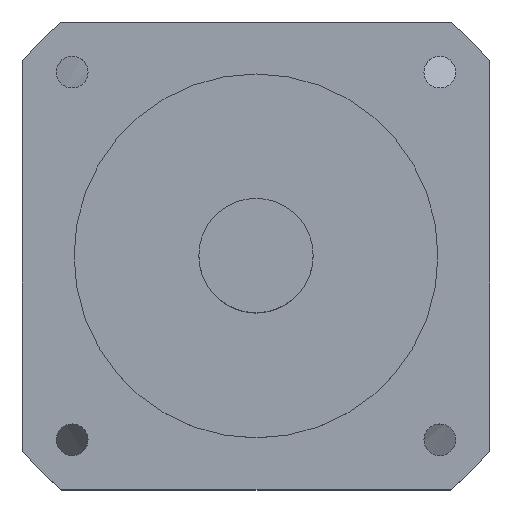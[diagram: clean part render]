
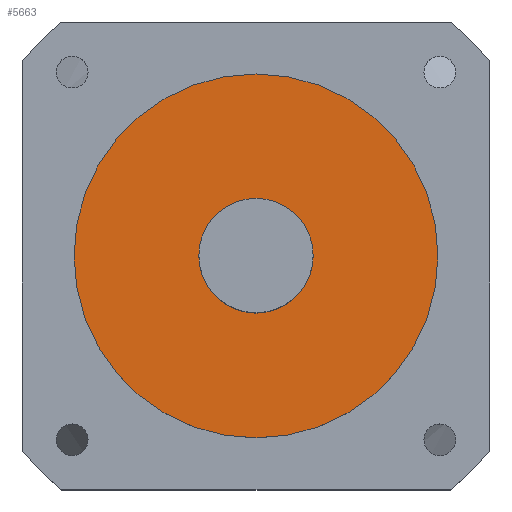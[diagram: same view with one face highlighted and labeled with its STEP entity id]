
A CAD part, top view. The second image highlights one B-rep face of the part: STEP entity #5663.
In plain terms, the highlighted planar face has unit normal (0, 0, 1).
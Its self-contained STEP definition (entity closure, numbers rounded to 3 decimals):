
#2157 = CIRCLE ( 'NONE', #19329, 11. ) ;
#3478 = CARTESIAN_POINT ( 'NONE',  ( 0., 0., 109. ) ) ;
#4136 = DIRECTION ( 'NONE',  ( 1., 0., 0. ) ) ;
#4195 = DIRECTION ( 'NONE',  ( 1., 0., 0. ) ) ;
#4219 = AXIS2_PLACEMENT_3D ( 'NONE', #6372, #24557, #4136 ) ;
#5015 = ORIENTED_EDGE ( 'NONE', *, *, #27945, .T. ) ;
#5204 = DIRECTION ( 'NONE',  ( 0., 0., 1. ) ) ;
#5663 = ADVANCED_FACE ( 'NONE', ( #29075, #8604 ), #17722, .T. ) ;
#6372 = CARTESIAN_POINT ( 'NONE',  ( 0., 0., 109. ) ) ;
#7912 = CARTESIAN_POINT ( 'NONE',  ( 35., 0., 109. ) ) ;
#7921 = ORIENTED_EDGE ( 'NONE', *, *, #27618, .F. ) ;
#7970 = ORIENTED_EDGE ( 'NONE', *, *, #16257, .F. ) ;
#8604 = FACE_OUTER_BOUND ( 'NONE', #16943, .T. ) ;
#8918 = VERTEX_POINT ( 'NONE', #20130 ) ;
#9076 = EDGE_LOOP ( 'NONE', ( #7970, #7921 ) ) ;
#10279 = EDGE_CURVE ( 'NONE', #23540, #25652, #20268, .T. ) ;
#11215 = AXIS2_PLACEMENT_3D ( 'NONE', #18685, #27784, #11669 ) ;
#11320 = ORIENTED_EDGE ( 'NONE', *, *, #10279, .T. ) ;
#11522 = CIRCLE ( 'NONE', #21043, 35. ) ;
#11669 = DIRECTION ( 'NONE',  ( 1., 0., 0. ) ) ;
#13447 = DIRECTION ( 'NONE',  ( 0., 0., 1. ) ) ;
#14308 = DIRECTION ( 'NONE',  ( 1., 0., 0. ) ) ;
#14655 = DIRECTION ( 'NONE',  ( 1., 0., 0. ) ) ;
#15382 = CARTESIAN_POINT ( 'NONE',  ( 0., 0., 109. ) ) ;
#16257 = EDGE_CURVE ( 'NONE', #8918, #24907, #2157, .T. ) ;
#16943 = EDGE_LOOP ( 'NONE', ( #11320, #5015 ) ) ;
#17722 = PLANE ( 'NONE',  #4219 ) ;
#18685 = CARTESIAN_POINT ( 'NONE',  ( 0., 0., 109. ) ) ;
#19329 = AXIS2_PLACEMENT_3D ( 'NONE', #15382, #13447, #4195 ) ;
#20130 = CARTESIAN_POINT ( 'NONE',  ( -11., 0., 109. ) ) ;
#20268 = CIRCLE ( 'NONE', #11215, 35. ) ;
#20741 = CARTESIAN_POINT ( 'NONE',  ( 0., 0., 109. ) ) ;
#21043 = AXIS2_PLACEMENT_3D ( 'NONE', #20741, #5204, #14308 ) ;
#22493 = CIRCLE ( 'NONE', #23898, 11. ) ;
#23540 = VERTEX_POINT ( 'NONE', #28788 ) ;
#23898 = AXIS2_PLACEMENT_3D ( 'NONE', #3478, #25993, #14655 ) ;
#24531 = CARTESIAN_POINT ( 'NONE',  ( 11., 0., 109. ) ) ;
#24557 = DIRECTION ( 'NONE',  ( 0., 0., 1. ) ) ;
#24907 = VERTEX_POINT ( 'NONE', #24531 ) ;
#25652 = VERTEX_POINT ( 'NONE', #7912 ) ;
#25993 = DIRECTION ( 'NONE',  ( 0., 0., 1. ) ) ;
#27618 = EDGE_CURVE ( 'NONE', #24907, #8918, #22493, .T. ) ;
#27784 = DIRECTION ( 'NONE',  ( 0., 0., 1. ) ) ;
#27945 = EDGE_CURVE ( 'NONE', #25652, #23540, #11522, .T. ) ;
#28788 = CARTESIAN_POINT ( 'NONE',  ( -35., 0., 109. ) ) ;
#29075 = FACE_BOUND ( 'NONE', #9076, .T. ) ;
